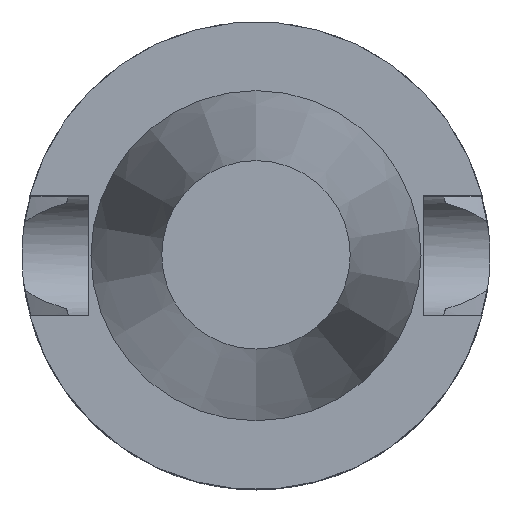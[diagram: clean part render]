
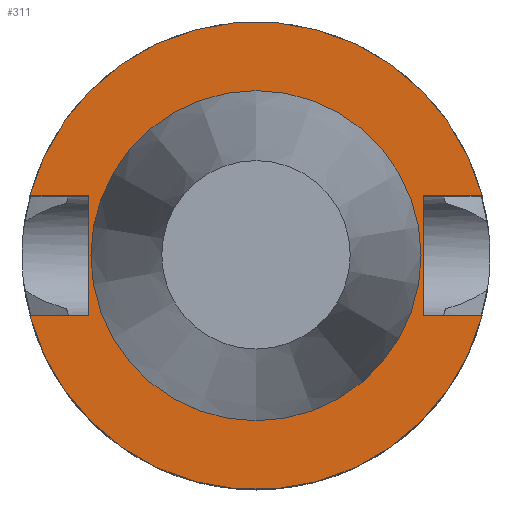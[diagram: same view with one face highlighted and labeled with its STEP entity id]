
A CAD part, top view. The second image highlights one B-rep face of the part: STEP entity #311.
In plain terms, the highlighted planar face has unit normal (0, 0, 1).
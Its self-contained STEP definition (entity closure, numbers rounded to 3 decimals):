
#147=EDGE_CURVE('240[2]',#391,#392,#393,.T.);
#155=EDGE_CURVE('240[2]',#345,#405,#406,.T.);
#173=EDGE_CURVE('240[2]',#435,#425,#436,.T.);
#175=EDGE_CURVE('240[2]',#425,#438,#439,.T.);
#188=EDGE_CURVE('240[2]',#392,#457,#458,.T.);
#201=EDGE_CURVE('240[2]',#345,#391,#476,.T.);
#242=EDGE_CURVE('240[2]',#438,#405,#529,.T.);
#265=EDGE_CURVE('240[2]',#435,#457,#559,.T.);
#289=EDGE_CURVE('240[2]',#589,#589,#590,.T.);
#311=ADVANCED_FACE('240[2]',(#614,#615),#616,.T.);
#345=VERTEX_POINT('',#647);
#391=VERTEX_POINT('',#733);
#392=VERTEX_POINT('',#734);
#393=LINE('',#735,#736);
#405=VERTEX_POINT('',#771);
#406=CIRCLE('',#772,31.5);
#425=VERTEX_POINT('',#798);
#435=VERTEX_POINT('',#812);
#436=LINE('',#813,#814);
#438=VERTEX_POINT('',#817);
#439=LINE('',#818,#819);
#457=VERTEX_POINT('',#853);
#458=LINE('',#854,#855);
#476=LINE('',#887,#888);
#529=LINE('',#1110,#1111);
#559=CIRCLE('',#1164,31.5);
#589=VERTEX_POINT('',#1240);
#590=CIRCLE('',#1241,22.225);
#614=FACE_OUTER_BOUND('',#1295,.T.);
#615=FACE_BOUND('',#1296,.T.);
#616=PLANE('',#1297);
#647=CARTESIAN_POINT('',(30.454,-8.05,-1.));
#733=CARTESIAN_POINT('',(22.5,-8.05,-1.));
#734=CARTESIAN_POINT('',(22.5,8.05,-1.));
#735=CARTESIAN_POINT('',(22.5,13.431,-1.));
#736=VECTOR('',#1377,1.0);
#771=CARTESIAN_POINT('',(-30.454,-8.05,-1.0));
#772=AXIS2_PLACEMENT_3D('',#1379,#1380,#1381);
#798=CARTESIAN_POINT('',(-22.5,8.05,-1.));
#812=CARTESIAN_POINT('',(-30.454,8.05,-1.0));
#813=CARTESIAN_POINT('',(-11.25,8.05,-1.));
#814=VECTOR('',#1405,1.0);
#817=CARTESIAN_POINT('',(-22.5,-8.05,-1.));
#818=CARTESIAN_POINT('',(-22.5,13.431,-1.));
#819=VECTOR('',#1406,1.0);
#853=CARTESIAN_POINT('',(30.454,8.05,-1.));
#854=CARTESIAN_POINT('',(11.25,8.05,-1.));
#855=VECTOR('',#1424,1.0);
#887=CARTESIAN_POINT('',(11.25,-8.05,-1.0));
#888=VECTOR('',#1446,1.0);
#1110=CARTESIAN_POINT('',(-11.25,-8.05,-1.));
#1111=VECTOR('',#1504,1.0);
#1164=AXIS2_PLACEMENT_3D('',#1538,#1539,#1540);
#1240=CARTESIAN_POINT('',(0.,22.225,-1.));
#1241=AXIS2_PLACEMENT_3D('',#1577,#1578,#1579);
#1295=EDGE_LOOP('',(#1601,#1602,#1603,#1604,#1605,#1606,#1607,#1608));
#1296=EDGE_LOOP('',(#1609));
#1297=AXIS2_PLACEMENT_3D('',#1610,#1611,#1612);
#1377=DIRECTION('',(0.,1.0,0.));
#1379=CARTESIAN_POINT('',(0.,0.,-1.0));
#1380=DIRECTION('',(0.,0.,-1.0));
#1381=DIRECTION('',(0.,1.0,0.));
#1405=DIRECTION('',(1.0,0.,0.));
#1406=DIRECTION('',(0.,-1.0,0.));
#1424=DIRECTION('',(1.0,0.,0.));
#1446=DIRECTION('',(-1.0,0.,0.));
#1504=DIRECTION('',(-1.0,0.,0.));
#1538=CARTESIAN_POINT('',(0.,0.,-1.0));
#1539=DIRECTION('',(0.,0.,-1.0));
#1540=DIRECTION('',(0.,1.0,0.));
#1577=CARTESIAN_POINT('',(0.,0.,-1.0));
#1578=DIRECTION('',(0.,0.,-1.0));
#1579=DIRECTION('',(0.,1.0,0.));
#1601=ORIENTED_EDGE('',*,*,#242,.T.);
#1602=ORIENTED_EDGE('',*,*,#155,.F.);
#1603=ORIENTED_EDGE('',*,*,#201,.T.);
#1604=ORIENTED_EDGE('',*,*,#147,.T.);
#1605=ORIENTED_EDGE('',*,*,#188,.T.);
#1606=ORIENTED_EDGE('',*,*,#265,.F.);
#1607=ORIENTED_EDGE('',*,*,#173,.T.);
#1608=ORIENTED_EDGE('',*,*,#175,.T.);
#1609=ORIENTED_EDGE('',*,*,#289,.T.);
#1610=CARTESIAN_POINT('',(0.,26.863,-1.));
#1611=DIRECTION('',(0.,0.,1.0));
#1612=DIRECTION('',(1.0,0.,0.0));
